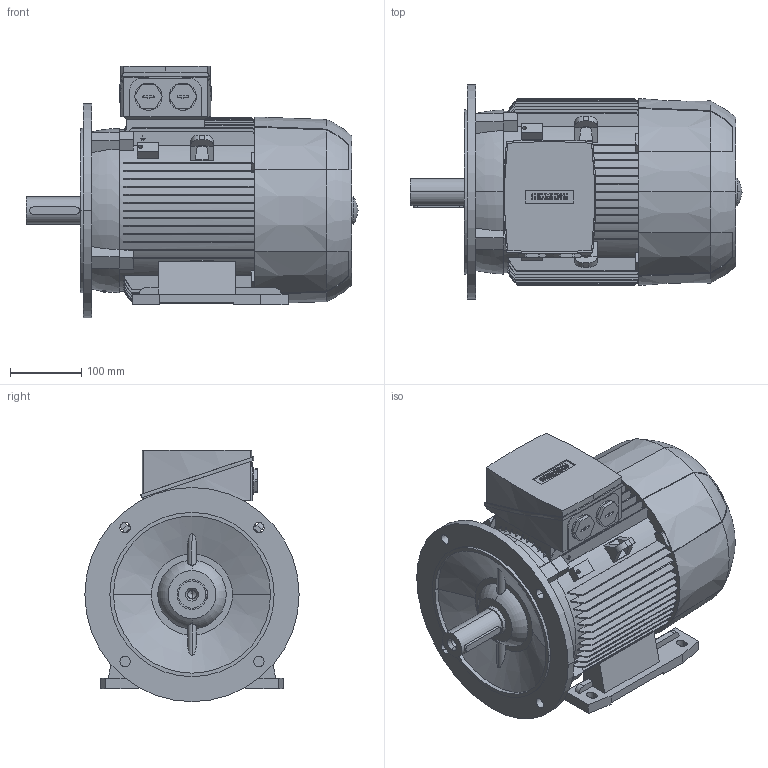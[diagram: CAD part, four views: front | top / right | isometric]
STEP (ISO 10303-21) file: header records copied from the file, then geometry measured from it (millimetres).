
FILE_DESCRIPTION(('STEP AP214'),'1');
FILE_NAME('cctmp_4EB11B22-36AB-47E6-B984-023B202D7C68_2023_06_26_14_51_13_0246..stp','2023-06-26T12:51:13',('SIEMENS A&D'),('CADClick - www.CADClick.com'),'Spatial InterOp 3D',' ','unknown authorization');
FILE_SCHEMA(('AUTOMOTIVE_DESIGN'));
Length unit declared in the file: millimetre
Products named in the file (1): 1
Bounding box: 465 x 300 x 352 mm (x, y, z)
Volume: 19083384.1 mm3; surface area: 891251.1 mm2
Topology: 7 solids, 7 shells, 879 faces, 2479 edges, 1640 vertices
Faces by surface type: plane 518, cylinder 213, torus 128, cone 20
Entity records: 41924 total; most frequent: CARTESIAN_POINT 12434, ORIENTED_EDGE 4950, DIRECTION 4317, EDGE_CURVE 2475, VERTEX_POINT 1640, LINE 1485, VECTOR 1485, AXIS2_PLACEMENT_3D 1416
